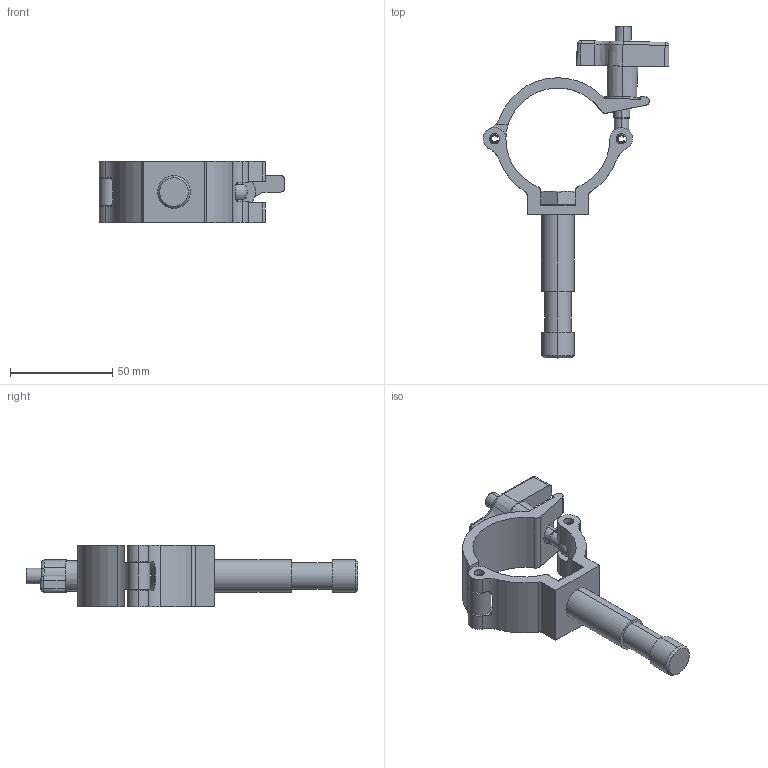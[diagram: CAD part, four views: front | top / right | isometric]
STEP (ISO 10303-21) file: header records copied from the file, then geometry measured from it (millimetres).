
FILE_DESCRIPTION (( 'STEP AP203' ), '1' );
FILE_NAME ('T58125.STEP', '2018-08-08T13:53:46', ( '' ), ( '' ), 'SwSTEP 2.0', 'SolidWorks 2016', '' );
FILE_SCHEMA (( 'CONFIG_CONTROL_DESIGN' ));
Length unit declared in the file: millimetre
Products named in the file (12): TH2008_TH2008 - 30MM WIDE; T58125; TH3449; TH2007_TH2007 - 30MM WIDE; B Washer_Bright washer BS 4320 - M8 (Form B); F771; Doughty Knob_S3136; T73390; Hex Screw GradeC_Doughty Fastners_ISO 4018 - M10 x 20-WS; TH376_TH376; T78018; TH651_TH651
Assembly tree (12 placements, depth 3):
  T58125
    TH651_TH651
      TH2007_TH2007 - 30MM WIDE
    F771  x2
    TH376_TH376
      TH2008_TH2008 - 30MM WIDE
    T78018
      TH3449
      B Washer_Bright washer BS 4320 - M8 (Form B)
      Doughty Knob_S3136
    T73390
    Hex Screw GradeC_Doughty Fastners_ISO 4018 - M10 x 20-WS
Bounding box: 90.51 x 161.96 x 29.9 mm (x, y, z)
Volume: 55021 mm3; surface area: 28774.2 mm2
Topology: 9 solids, 9 shells, 289 faces, 716 edges, 449 vertices
Faces by surface type: cylinder 108, cone 94, plane 71, torus 12, bspline 4
Entity records: 9754 total; most frequent: CARTESIAN_POINT 1690, DIRECTION 1576, ORIENTED_EDGE 1352, EDGE_CURVE 676, AXIS2_PLACEMENT_3D 641, VERTEX_POINT 425, CIRCLE 354, EDGE_LOOP 297
